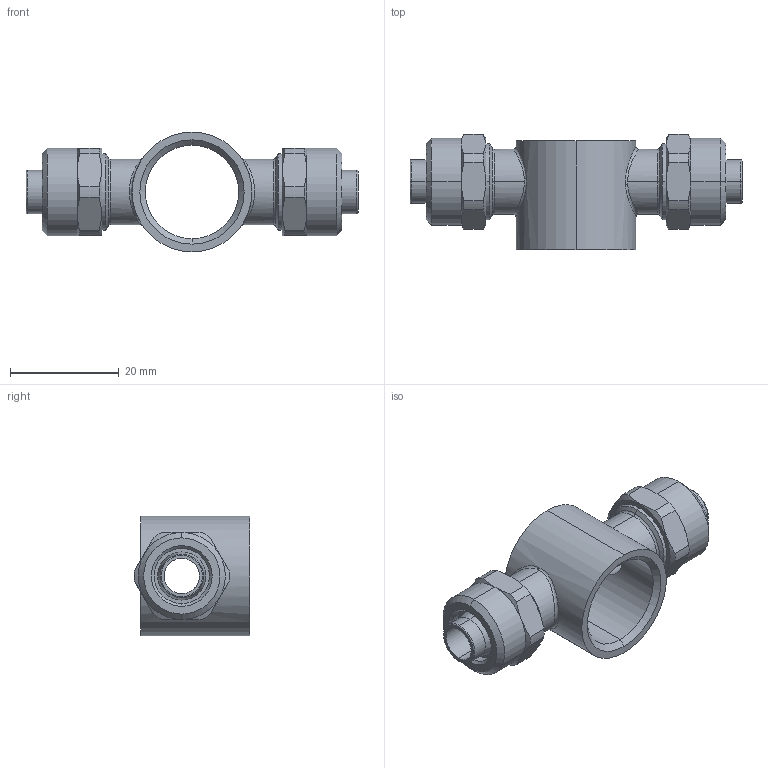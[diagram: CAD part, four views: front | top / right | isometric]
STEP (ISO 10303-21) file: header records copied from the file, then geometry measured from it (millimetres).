
FILE_DESCRIPTION (( 'STEP AP203' ), '1' );
FILE_NAME ('02140053.STEP', '2011-09-30T12:55:34', ( '' ), ( 'sopra-pneumatic' ), 'SwSTEP 2.0', 'SolidWorks 2011', '' );
FILE_SCHEMA (( 'CONFIG_CONTROL_DESIGN' ));
Length unit declared in the file: millimetre
Products named in the file (1): 02140053
Bounding box: 61 x 21.24 x 22 mm (x, y, z)
Volume: 7605.6 mm3; surface area: 5712.2 mm2
Topology: 1 solids, 1 shells, 110 faces, 252 edges, 152 vertices
Faces by surface type: cylinder 40, cone 36, plane 22, torus 8, bspline 4
Entity records: 4191 total; most frequent: CARTESIAN_POINT 1653, DIRECTION 530, ORIENTED_EDGE 504, EDGE_CURVE 252, AXIS2_PLACEMENT_3D 227, VERTEX_POINT 152, EDGE_LOOP 124, CIRCLE 120
